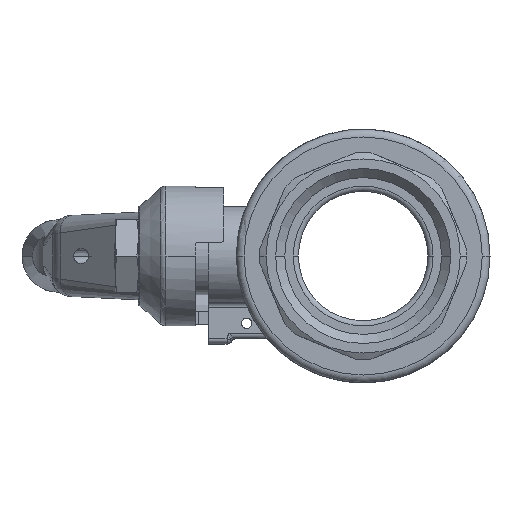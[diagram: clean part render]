
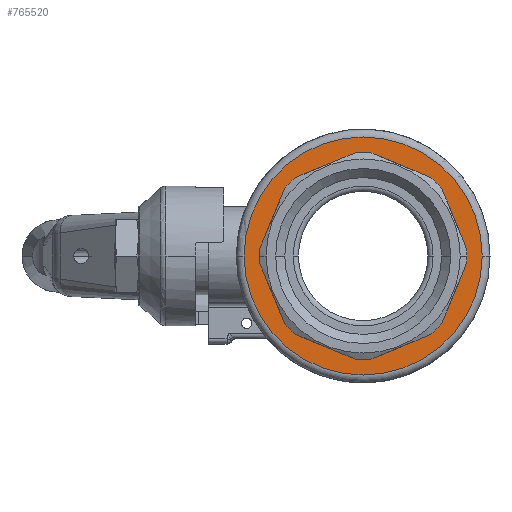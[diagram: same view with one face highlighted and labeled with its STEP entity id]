
A CAD part, left-side view. The second image highlights one B-rep face of the part: STEP entity #765520.
In plain terms, the highlighted face is planar.
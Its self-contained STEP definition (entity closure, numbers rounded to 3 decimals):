
#35150=CARTESIAN_POINT('',(22.,19.944,-1.501));
#35160=VERTEX_POINT('',#35150);
#35190=CARTESIAN_POINT('',(22.,20.565,0.));
#35200=DIRECTION('',(0.,-0.383,-0.924));
#35210=VECTOR('',#35200,1.);
#35220=LINE('',#35190,#35210);
#35230=CARTESIAN_POINT('',(22.,15.164,-13.041));
#35240=VERTEX_POINT('',#35230);
#35250=EDGE_CURVE('',#35160,#35240,#35220,.T.);
#762610=CARTESIAN_POINT('',(22.,15.164,13.041));
#762620=VERTEX_POINT('',#762610);
#762650=CARTESIAN_POINT('',(22.,20.565,0.));
#762660=DIRECTION('',(0.,0.383,-0.924));
#762670=VECTOR('',#762660,1.);
#762680=LINE('',#762650,#762670);
#762690=CARTESIAN_POINT('',(22.,19.944,1.501));
#762700=VERTEX_POINT('',#762690);
#762710=EDGE_CURVE('',#762620,#762700,#762680,.T.);
#763420=CARTESIAN_POINT('',(22.,0.,0.));
#763430=DIRECTION('',(1.,0.,0.));
#763440=DIRECTION('',(0.,1.,0.));
#763450=AXIS2_PLACEMENT_3D('',#763420,#763430,#763440);
#763460=CIRCLE('',#763450,20.);
#763470=CARTESIAN_POINT('',(22.,13.041,-15.164));
#763480=VERTEX_POINT('',#763470);
#763490=EDGE_CURVE('',#763480,#35240,#763460,.T.);
#764260=EDGE_CURVE('',#35160,#762700,#763460,.T.);
#764410=CARTESIAN_POINT('',(22.,-23.,0.));
#764420=VERTEX_POINT('',#764410);
#764520=CARTESIAN_POINT('',(22.,23.,0.));
#764530=VERTEX_POINT('',#764520);
#764560=CARTESIAN_POINT('',(22.,0.,0.));
#764570=DIRECTION('',(-1.,0.,0.));
#764580=DIRECTION('',(0.,1.,0.));
#764590=AXIS2_PLACEMENT_3D('',#764560,#764570,#764580);
#764600=CIRCLE('',#764590,23.);
#764610=EDGE_CURVE('',#764420,#764530,#764600,.T.);
#764660=CARTESIAN_POINT('',(22.,22.25,0.));
#764670=DIRECTION('',(-1.,0.,0.));
#764680=DIRECTION('',(0.,1.,0.));
#764690=AXIS2_PLACEMENT_3D('',#764660,#764670,#764680);
#764700=PLANE('',#764690);
#764710=EDGE_CURVE('',#764530,#764420,#764600,.T.);
#764720=ORIENTED_EDGE('',*,*,#764710,.F.);
#764730=ORIENTED_EDGE('',*,*,#764610,.F.);
#764740=EDGE_LOOP('',(#764730,#764720));
#764750=FACE_OUTER_BOUND('',#764740,.T.);
#764760=ORIENTED_EDGE('',*,*,#763490,.F.);
#764770=ORIENTED_EDGE('',*,*,#35250,.T.);
#764780=ORIENTED_EDGE('',*,*,#764260,.F.);
#764790=ORIENTED_EDGE('',*,*,#762710,.T.);
#764800=CARTESIAN_POINT('',(22.,13.041,15.164));
#764810=VERTEX_POINT('',#764800);
#764820=EDGE_CURVE('',#762620,#764810,#763460,.T.);
#764830=ORIENTED_EDGE('',*,*,#764820,.F.);
#764840=CARTESIAN_POINT('',(22.,0.,20.565));
#764850=DIRECTION('',(0.,0.924,-0.383));
#764860=VECTOR('',#764850,1.);
#764870=LINE('',#764840,#764860);
#764880=CARTESIAN_POINT('',(22.,1.501,19.944));
#764890=VERTEX_POINT('',#764880);
#764900=EDGE_CURVE('',#764890,#764810,#764870,.T.);
#764910=ORIENTED_EDGE('',*,*,#764900,.T.);
#764920=CARTESIAN_POINT('',(22.,-1.501,19.944));
#764930=VERTEX_POINT('',#764920);
#764940=EDGE_CURVE('',#764890,#764930,#763460,.T.);
#764950=ORIENTED_EDGE('',*,*,#764940,.F.);
#764960=CARTESIAN_POINT('',(22.,0.,20.565));
#764970=DIRECTION('',(0.,0.924,0.383));
#764980=VECTOR('',#764970,1.);
#764990=LINE('',#764960,#764980);
#765000=CARTESIAN_POINT('',(22.,-13.041,15.164));
#765010=VERTEX_POINT('',#765000);
#765020=EDGE_CURVE('',#765010,#764930,#764990,.T.);
#765030=ORIENTED_EDGE('',*,*,#765020,.T.);
#765040=CARTESIAN_POINT('',(22.,-15.164,13.041));
#765050=VERTEX_POINT('',#765040);
#765060=EDGE_CURVE('',#765010,#765050,#763460,.T.);
#765070=ORIENTED_EDGE('',*,*,#765060,.F.);
#765080=CARTESIAN_POINT('',(22.,-20.565,0.));
#765090=DIRECTION('',(0.,0.383,0.924));
#765100=VECTOR('',#765090,1.);
#765110=LINE('',#765080,#765100);
#765120=CARTESIAN_POINT('',(22.,-19.944,1.501));
#765130=VERTEX_POINT('',#765120);
#765140=EDGE_CURVE('',#765130,#765050,#765110,.T.);
#765150=ORIENTED_EDGE('',*,*,#765140,.T.);
#765160=CARTESIAN_POINT('',(22.,-19.944,-1.501));
#765170=VERTEX_POINT('',#765160);
#765180=EDGE_CURVE('',#765130,#765170,#763460,.T.);
#765190=ORIENTED_EDGE('',*,*,#765180,.F.);
#765200=CARTESIAN_POINT('',(22.,-20.565,0.));
#765210=DIRECTION('',(0.,-0.383,0.924));
#765220=VECTOR('',#765210,1.);
#765230=LINE('',#765200,#765220);
#765240=CARTESIAN_POINT('',(22.,-15.164,-13.041));
#765250=VERTEX_POINT('',#765240);
#765260=EDGE_CURVE('',#765250,#765170,#765230,.T.);
#765270=ORIENTED_EDGE('',*,*,#765260,.T.);
#765280=CARTESIAN_POINT('',(22.,-13.041,-15.164));
#765290=VERTEX_POINT('',#765280);
#765300=EDGE_CURVE('',#765250,#765290,#763460,.T.);
#765310=ORIENTED_EDGE('',*,*,#765300,.F.);
#765320=CARTESIAN_POINT('',(22.,0.,-20.565));
#765330=DIRECTION('',(0.,-0.924,0.383));
#765340=VECTOR('',#765330,1.);
#765350=LINE('',#765320,#765340);
#765360=CARTESIAN_POINT('',(22.,-1.501,-19.944));
#765370=VERTEX_POINT('',#765360);
#765380=EDGE_CURVE('',#765370,#765290,#765350,.T.);
#765390=ORIENTED_EDGE('',*,*,#765380,.T.);
#765400=CARTESIAN_POINT('',(22.,1.501,-19.944));
#765410=VERTEX_POINT('',#765400);
#765420=EDGE_CURVE('',#765370,#765410,#763460,.T.);
#765430=ORIENTED_EDGE('',*,*,#765420,.F.);
#765440=CARTESIAN_POINT('',(22.,0.,-20.565));
#765450=DIRECTION('',(0.,-0.924,-0.383));
#765460=VECTOR('',#765450,1.);
#765470=LINE('',#765440,#765460);
#765480=EDGE_CURVE('',#763480,#765410,#765470,.T.);
#765490=ORIENTED_EDGE('',*,*,#765480,.T.);
#765500=EDGE_LOOP('',(#765490,#765430,#765390,#765310,#765270,#765190,
#765150,#765070,#765030,#764950,#764910,#764830,#764790,#764780,#764770,
#764760));
#765510=FACE_BOUND('',#765500,.T.);
#765520=ADVANCED_FACE('',(#764750,#765510),#764700,.F.);
